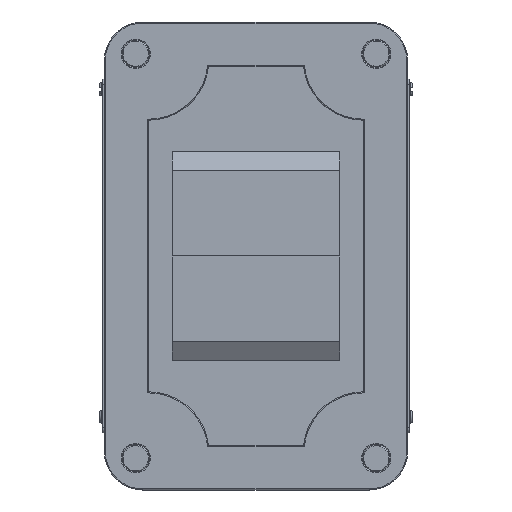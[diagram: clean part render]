
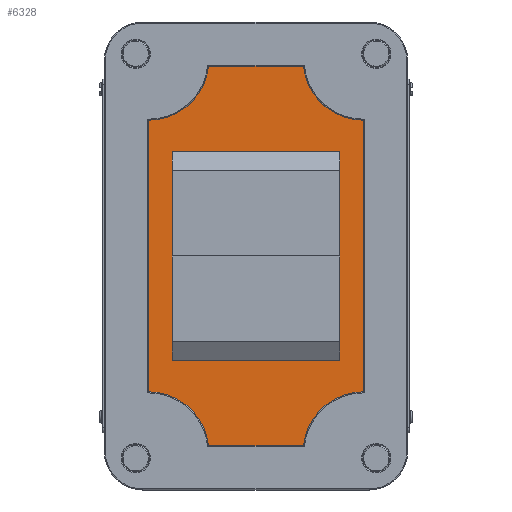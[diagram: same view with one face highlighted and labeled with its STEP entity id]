
A CAD part, front view. The second image highlights one B-rep face of the part: STEP entity #6328.
In plain terms, the highlighted planar face has unit normal (0, -1, 0).
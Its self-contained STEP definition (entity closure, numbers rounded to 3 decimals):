
#468 = CARTESIAN_POINT ( 'NONE',  ( -27.051, 12.7, 49.357 ) ) ;
#497 = VERTEX_POINT ( 'NONE', #9457 ) ;
#521 = ORIENTED_EDGE ( 'NONE', *, *, #14269, .T. ) ;
#698 = EDGE_CURVE ( 'NONE', #9325, #15510, #3330, .T. ) ;
#954 = EDGE_CURVE ( 'NONE', #17499, #12231, #11125, .T. ) ;
#1124 = CARTESIAN_POINT ( 'NONE',  ( 11.91, 12.7, -47.625 ) ) ;
#1205 = CARTESIAN_POINT ( 'NONE',  ( -27.051, 12.7, -49.357 ) ) ;
#1482 = DIRECTION ( 'NONE',  ( 0., 0., -1. ) ) ;
#1690 = EDGE_LOOP ( 'NONE', ( #11527, #16339, #11238, #5695, #521, #18694, #10551, #10111 ) ) ;
#2008 = EDGE_CURVE ( 'NONE', #15510, #497, #13949, .T. ) ;
#2051 = DIRECTION ( 'NONE',  ( 0., 0., 1. ) ) ;
#2443 = CARTESIAN_POINT ( 'NONE',  ( 27.051, 12.7, -34.117 ) ) ;
#2766 = DIRECTION ( 'NONE',  ( 0., 0., -1. ) ) ;
#2896 = AXIS2_PLACEMENT_3D ( 'NONE', #3202, #14070, #4773 ) ;
#2986 = VERTEX_POINT ( 'NONE', #10426 ) ;
#3202 = CARTESIAN_POINT ( 'NONE',  ( 27.051, 12.7, 49.357 ) ) ;
#3269 = VECTOR ( 'NONE', #10777, 1000. ) ;
#3330 = CIRCLE ( 'NONE', #6237, 15.24 ) ;
#4231 = EDGE_CURVE ( 'NONE', #2986, #9325, #15568, .T. ) ;
#4644 = CARTESIAN_POINT ( 'NONE',  ( -11.91, 12.7, -47.625 ) ) ;
#4773 = DIRECTION ( 'NONE',  ( 0., 0., -1. ) ) ;
#5108 = CARTESIAN_POINT ( 'NONE',  ( 27.051, 12.7, 34.117 ) ) ;
#5182 = DIRECTION ( 'NONE',  ( 0., 0., 1. ) ) ;
#5320 = CARTESIAN_POINT ( 'NONE',  ( -11.91, 12.7, 47.625 ) ) ;
#5553 = DIRECTION ( 'NONE',  ( -1., 0., 0. ) ) ;
#5695 = ORIENTED_EDGE ( 'NONE', *, *, #11496, .T. ) ;
#6237 = AXIS2_PLACEMENT_3D ( 'NONE', #7401, #7405, #7481 ) ;
#6328 = ADVANCED_FACE ( 'NONE', ( #8257 ), #18123, .T. ) ;
#6461 = LINE ( 'NONE', #18255, #14211 ) ;
#6695 = CIRCLE ( 'NONE', #2896, 15.24 ) ;
#7282 = CIRCLE ( 'NONE', #13729, 15.24 ) ;
#7401 = CARTESIAN_POINT ( 'NONE',  ( 27.051, 12.7, -49.357 ) ) ;
#7405 = DIRECTION ( 'NONE',  ( 0., 1., 0. ) ) ;
#7481 = DIRECTION ( 'NONE',  ( 0., 0., 1. ) ) ;
#8257 = FACE_OUTER_BOUND ( 'NONE', #1690, .T. ) ;
#9089 = CARTESIAN_POINT ( 'NONE',  ( -11.91, 12.7, 47.625 ) ) ;
#9325 = VERTEX_POINT ( 'NONE', #1124 ) ;
#9457 = CARTESIAN_POINT ( 'NONE',  ( 27.051, 12.7, 34.117 ) ) ;
#9918 = CIRCLE ( 'NONE', #18675, 15.24 ) ;
#9956 = CARTESIAN_POINT ( 'NONE',  ( 11.91, 12.7, 47.625 ) ) ;
#10111 = ORIENTED_EDGE ( 'NONE', *, *, #2008, .T. ) ;
#10426 = CARTESIAN_POINT ( 'NONE',  ( -11.91, 12.7, -47.625 ) ) ;
#10551 = ORIENTED_EDGE ( 'NONE', *, *, #698, .T. ) ;
#10777 = DIRECTION ( 'NONE',  ( 1., 0., 0. ) ) ;
#11125 = LINE ( 'NONE', #5320, #18961 ) ;
#11238 = ORIENTED_EDGE ( 'NONE', *, *, #15054, .T. ) ;
#11399 = DIRECTION ( 'NONE',  ( 0., 1., 0. ) ) ;
#11496 = EDGE_CURVE ( 'NONE', #11761, #15297, #6461, .T. ) ;
#11527 = ORIENTED_EDGE ( 'NONE', *, *, #19409, .T. ) ;
#11761 = VERTEX_POINT ( 'NONE', #17723 ) ;
#12103 = DIRECTION ( 'NONE',  ( 0., 1., 0. ) ) ;
#12231 = VERTEX_POINT ( 'NONE', #9089 ) ;
#13475 = VECTOR ( 'NONE', #5182, 1000. ) ;
#13729 = AXIS2_PLACEMENT_3D ( 'NONE', #1205, #12103, #2766 ) ;
#13949 = LINE ( 'NONE', #5108, #13475 ) ;
#14070 = DIRECTION ( 'NONE',  ( 0., 1., 0. ) ) ;
#14211 = VECTOR ( 'NONE', #1482, 1000. ) ;
#14269 = EDGE_CURVE ( 'NONE', #15297, #2986, #7282, .T. ) ;
#15054 = EDGE_CURVE ( 'NONE', #12231, #11761, #9918, .T. ) ;
#15297 = VERTEX_POINT ( 'NONE', #17876 ) ;
#15510 = VERTEX_POINT ( 'NONE', #2443 ) ;
#15568 = LINE ( 'NONE', #4644, #3269 ) ;
#16339 = ORIENTED_EDGE ( 'NONE', *, *, #954, .T. ) ;
#17410 = AXIS2_PLACEMENT_3D ( 'NONE', #17888, #17863, #17852 ) ;
#17499 = VERTEX_POINT ( 'NONE', #9956 ) ;
#17723 = CARTESIAN_POINT ( 'NONE',  ( -27.051, 12.7, 34.117 ) ) ;
#17852 = DIRECTION ( 'NONE',  ( 0., 0., -1. ) ) ;
#17863 = DIRECTION ( 'NONE',  ( 0., -1., 0. ) ) ;
#17876 = CARTESIAN_POINT ( 'NONE',  ( -27.051, 12.7, -34.117 ) ) ;
#17888 = CARTESIAN_POINT ( 'NONE',  ( 27.051, 12.7, 49.357 ) ) ;
#18123 = PLANE ( 'NONE',  #17410 ) ;
#18255 = CARTESIAN_POINT ( 'NONE',  ( -27.051, 12.7, 34.117 ) ) ;
#18675 = AXIS2_PLACEMENT_3D ( 'NONE', #468, #11399, #2051 ) ;
#18694 = ORIENTED_EDGE ( 'NONE', *, *, #4231, .T. ) ;
#18961 = VECTOR ( 'NONE', #5553, 1000. ) ;
#19409 = EDGE_CURVE ( 'NONE', #497, #17499, #6695, .T. ) ;
